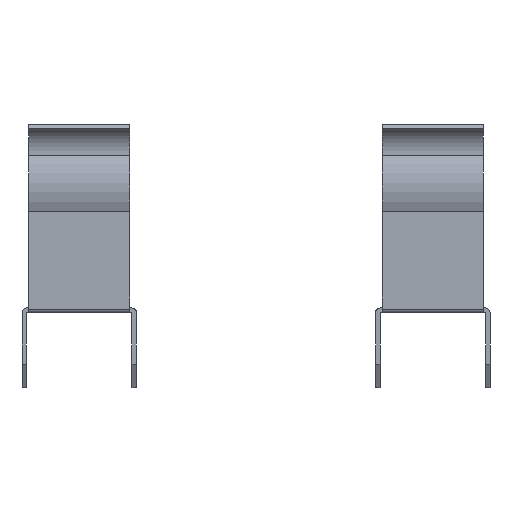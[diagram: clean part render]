
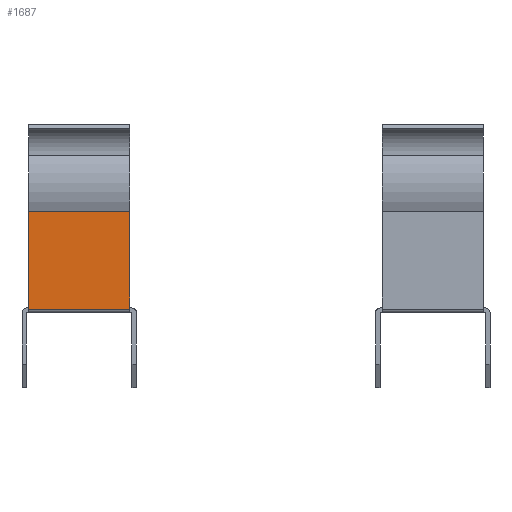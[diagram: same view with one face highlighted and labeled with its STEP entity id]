
A CAD part, front view. The second image highlights one B-rep face of the part: STEP entity #1687.
In plain terms, the highlighted planar face has unit normal (0, -1, 0).
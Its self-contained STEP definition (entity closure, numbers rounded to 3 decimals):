
#195=FACE_OUTER_BOUND('',#279,.T.);
#279=EDGE_LOOP('',(#1269,#1270,#1271,#1272));
#391=LINE('',#2476,#583);
#409=LINE('',#2526,#601);
#411=LINE('',#2532,#603);
#412=LINE('',#2533,#604);
#583=VECTOR('',#1996,10.);
#601=VECTOR('',#2044,10.);
#603=VECTOR('',#2052,10.);
#604=VECTOR('',#2053,10.);
#769=VERTEX_POINT('',#2473);
#770=VERTEX_POINT('',#2475);
#787=VERTEX_POINT('',#2525);
#788=VERTEX_POINT('',#2531);
#945=EDGE_CURVE('',#769,#770,#391,.T.);
#970=EDGE_CURVE('',#770,#787,#409,.T.);
#973=EDGE_CURVE('',#769,#788,#411,.T.);
#974=EDGE_CURVE('',#788,#787,#412,.T.);
#1269=ORIENTED_EDGE('',*,*,#973,.T.);
#1270=ORIENTED_EDGE('',*,*,#974,.T.);
#1271=ORIENTED_EDGE('',*,*,#970,.F.);
#1272=ORIENTED_EDGE('',*,*,#945,.F.);
#1621=PLANE('',#1798);
#1687=ADVANCED_FACE('',(#195),#1621,.T.);
#1798=AXIS2_PLACEMENT_3D('',#2530,#2050,#2051);
#1996=DIRECTION('',(0.,0.,1.));
#2044=DIRECTION('',(1.,0.,0.));
#2050=DIRECTION('center_axis',(0.,-1.,0.));
#2051=DIRECTION('ref_axis',(1.,0.,0.));
#2052=DIRECTION('',(1.,0.,0.));
#2053=DIRECTION('',(0.,0.,1.));
#2473=CARTESIAN_POINT('',(-10.125,-2.25,0.15));
#2475=CARTESIAN_POINT('',(-10.125,-2.25,4.51));
#2476=CARTESIAN_POINT('',(-10.125,-2.25,0.15));
#2525=CARTESIAN_POINT('',(-5.625,-2.25,4.51));
#2526=CARTESIAN_POINT('',(-5.625,-2.25,4.51));
#2530=CARTESIAN_POINT('Origin',(-10.125,-2.25,0.15));
#2531=CARTESIAN_POINT('',(-5.625,-2.25,0.15));
#2532=CARTESIAN_POINT('',(-5.625,-2.25,0.15));
#2533=CARTESIAN_POINT('',(-5.625,-2.25,0.15));
